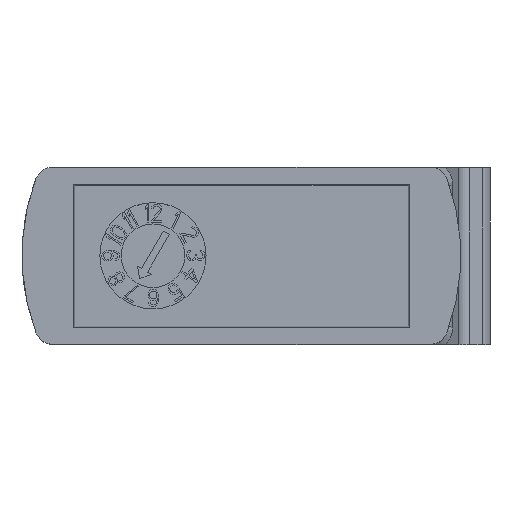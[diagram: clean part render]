
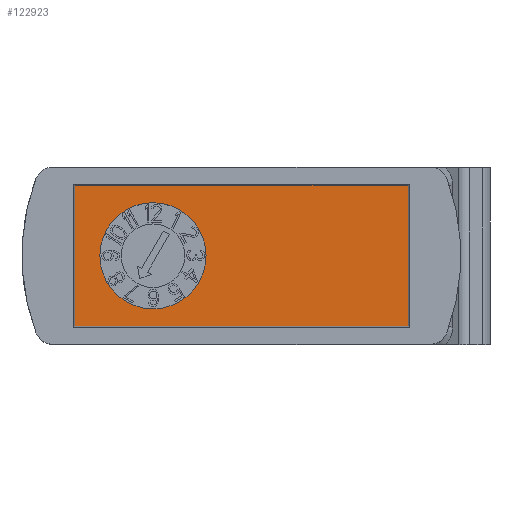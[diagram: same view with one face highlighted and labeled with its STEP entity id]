
A CAD part, top view. The second image highlights one B-rep face of the part: STEP entity #122923.
In plain terms, the highlighted planar face has unit normal (0, 0, 1).
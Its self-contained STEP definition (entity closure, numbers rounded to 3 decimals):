
#47274=DIRECTION('',(0.,-1.,0.));
#47275=VECTOR('',#47274,7.95);
#47276=CARTESIAN_POINT('',(-9.425,3.975,7.15));
#47277=LINE('',#47276,#47275);
#47278=DIRECTION('',(-1.,0.,0.));
#47279=VECTOR('',#47278,18.85);
#47280=CARTESIAN_POINT('',(9.425,3.975,7.15));
#47281=LINE('',#47280,#47279);
#47282=DIRECTION('',(0.,-1.,0.));
#47283=VECTOR('',#47282,7.95);
#47284=CARTESIAN_POINT('',(9.425,3.975,7.15));
#47285=LINE('',#47284,#47283);
#47286=DIRECTION('',(-1.,0.,0.));
#47287=VECTOR('',#47286,18.85);
#47288=CARTESIAN_POINT('',(9.425,-3.975,7.15));
#47289=LINE('',#47288,#47287);
#47290=CARTESIAN_POINT('',(-5.,0.,7.15));
#47291=DIRECTION('',(0.,0.,-1.));
#47292=DIRECTION('',(-1.,0.,0.));
#47293=AXIS2_PLACEMENT_3D('',#47290,#47291,#47292);
#47295=CARTESIAN_POINT('',(-5.,0.,7.15));
#47296=DIRECTION('',(0.,0.,-1.));
#47297=DIRECTION('',(1.,0.,0.));
#47298=AXIS2_PLACEMENT_3D('',#47295,#47296,#47297);
#52930=CARTESIAN_POINT('',(-9.425,3.975,7.15));
#52931=CARTESIAN_POINT('',(-9.425,-3.975,7.15));
#52932=VERTEX_POINT('',#52930);
#52933=VERTEX_POINT('',#52931);
#52934=CARTESIAN_POINT('',(9.425,3.975,7.15));
#52935=CARTESIAN_POINT('',(9.425,-3.975,7.15));
#52936=VERTEX_POINT('',#52934);
#52937=VERTEX_POINT('',#52935);
#52942=CARTESIAN_POINT('',(-8.,0.,7.15));
#52943=CARTESIAN_POINT('',(-2.,0.,7.15));
#52944=VERTEX_POINT('',#52942);
#52945=VERTEX_POINT('',#52943);
#122906=CARTESIAN_POINT('',(0.,0.,7.15));
#122907=DIRECTION('',(0.,0.,1.));
#122908=DIRECTION('',(-1.,0.,0.));
#122909=AXIS2_PLACEMENT_3D('',#122906,#122907,#122908);
#122910=PLANE('',#122909);
#122911=ORIENTED_EDGE('',*,*,#122872,.F.);
#122912=ORIENTED_EDGE('',*,*,#122888,.F.);
#122913=ORIENTED_EDGE('',*,*,#122899,.T.);
#122914=ORIENTED_EDGE('',*,*,#122857,.T.);
#122915=EDGE_LOOP('',(#122911,#122912,#122913,#122914));
#122916=FACE_OUTER_BOUND('',#122915,.F.);
#122918=ORIENTED_EDGE('',*,*,#122917,.F.);
#122920=ORIENTED_EDGE('',*,*,#122919,.F.);
#122921=EDGE_LOOP('',(#122918,#122920));
#122922=FACE_BOUND('',#122921,.F.);
#122923=ADVANCED_FACE('',(#122916,#122922),#122910,.T.);
#47294=CIRCLE('',#47293,3.);
#47299=CIRCLE('',#47298,3.);
#122857=EDGE_CURVE('',#52937,#52933,#47289,.T.);
#122872=EDGE_CURVE('',#52932,#52933,#47277,.T.);
#122888=EDGE_CURVE('',#52936,#52932,#47281,.T.);
#122899=EDGE_CURVE('',#52936,#52937,#47285,.T.);
#122917=EDGE_CURVE('',#52944,#52945,#47294,.T.);
#122919=EDGE_CURVE('',#52945,#52944,#47299,.T.);
